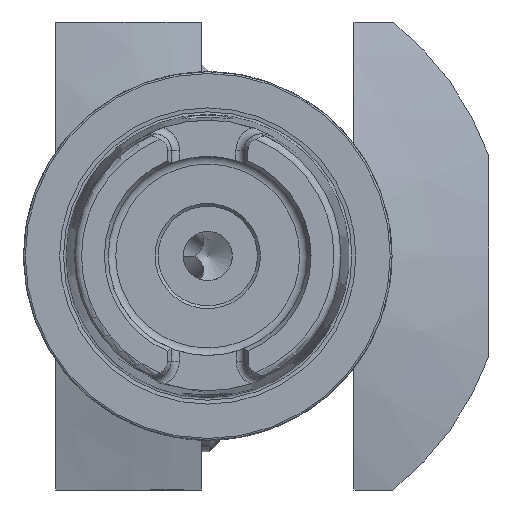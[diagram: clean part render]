
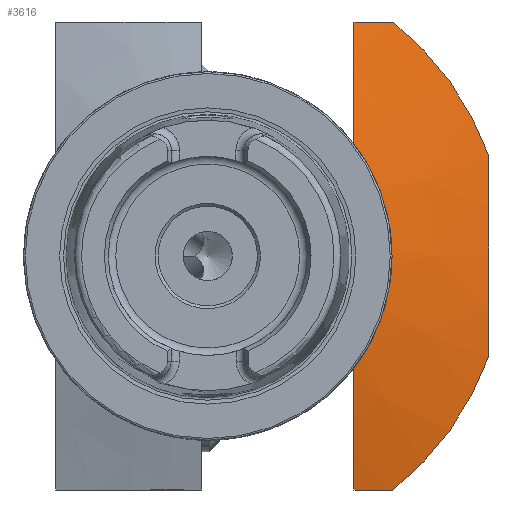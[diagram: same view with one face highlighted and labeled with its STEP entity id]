
A CAD part, left-side view. The second image highlights one B-rep face of the part: STEP entity #3616.
In plain terms, the highlighted conical face has half-angle 75 degrees and reference radius 51 mm.
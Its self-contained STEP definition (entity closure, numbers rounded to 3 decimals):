
#56 = CARTESIAN_POINT ( 'NONE',  ( 48.238, -48., 11.518 ) ) ;
#112 = CARTESIAN_POINT ( 'NONE',  ( 48.699, -48., 17.234 ) ) ;
#131 = CIRCLE ( 'NONE', #1793, 51. ) ;
#235 = DIRECTION ( 'NONE',  ( 0., -1., 0. ) ) ;
#318 = VERTEX_POINT ( 'NONE', #2265 ) ;
#392 = CIRCLE ( 'NONE', #3201, 26.741 ) ;
#396 = EDGE_CURVE ( 'NONE', #1851, #318, #6988, .T. ) ;
#415 = CARTESIAN_POINT ( 'NONE',  ( 48.699, 0., 0. ) ) ;
#450 = DIRECTION ( 'NONE',  ( 1., 0., 0. ) ) ;
#487 = CARTESIAN_POINT ( 'NONE',  ( 44.587, -25., -25.462 ) ) ;
#499 = EDGE_CURVE ( 'NONE', #3629, #3215, #5904, .T. ) ;
#528 = CARTESIAN_POINT ( 'NONE',  ( 42.41, -23.093, 15. ) ) ;
#626 = CARTESIAN_POINT ( 'NONE',  ( 46.732, -25., 35.86 ) ) ;
#669 = CARTESIAN_POINT ( 'NONE',  ( 48.44, -48., 14.378 ) ) ;
#676 = CARTESIAN_POINT ( 'NONE',  ( 47.987, -27.214, 40. ) ) ;
#866 = B_SPLINE_CURVE_WITH_KNOTS ( 'NONE', 3,
 ( #3397, #3979, #7404, #2295, #487, #2884, #4558, #5139 ),
 .UNSPECIFIED., .F., .F.,
 ( 4, 2, 2, 4 ),
 ( 0.016, 0.022, 0.028, 0.041 ),
 .UNSPECIFIED. ) ;
#1076 = CARTESIAN_POINT ( 'NONE',  ( 42.845, -25., 15. ) ) ;
#1138 = DIRECTION ( 'NONE',  ( 0., 1., 0. ) ) ;
#1154 = CARTESIAN_POINT ( 'NONE',  ( 48.331, -29.427, -40. ) ) ;
#1236 = CARTESIAN_POINT ( 'NONE',  ( 48.699, -48., -17.234 ) ) ;
#1250 = CARTESIAN_POINT ( 'NONE',  ( 48.699, -31.639, 40. ) ) ;
#1413 = CARTESIAN_POINT ( 'NONE',  ( 42.199, 0., 0. ) ) ;
#1510 = B_SPLINE_CURVE_WITH_KNOTS ( 'NONE', 3,
 ( #5222, #7008, #1154, #6379 ),
 .UNSPECIFIED., .F., .F.,
 ( 4, 4 ),
 ( 0.179, 0.186 ),
 .UNSPECIFIED. ) ;
#1677 = DIRECTION ( 'NONE',  ( 1., 0., 0. ) ) ;
#1746 = CARTESIAN_POINT ( 'NONE',  ( 43.468, -25., 19.192 ) ) ;
#1785 = CARTESIAN_POINT ( 'NONE',  ( 48.699, -48., -17.234 ) ) ;
#1793 = AXIS2_PLACEMENT_3D ( 'NONE', #2233, #450, #5073 ) ;
#1839 = CARTESIAN_POINT ( 'NONE',  ( 47.672, -25., 40. ) ) ;
#1848 = ORIENTED_EDGE ( 'NONE', *, *, #396, .F. ) ;
#1851 = VERTEX_POINT ( 'NONE', #6610 ) ;
#1867 = CARTESIAN_POINT ( 'NONE',  ( 47.672, -25., 40. ) ) ;
#1902 = B_SPLINE_CURVE_WITH_KNOTS ( 'NONE', 3,
 ( #2220, #6284, #1746, #5899, #4118, #5872, #626, #2422 ),
 .UNSPECIFIED., .F., .F.,
 ( 4, 2, 2, 4 ),
 ( 0.016, 0.022, 0.028, 0.041 ),
 .UNSPECIFIED. ) ;
#2087 = FACE_OUTER_BOUND ( 'NONE', #4098, .T. ) ;
#2148 = EDGE_CURVE ( 'NONE', #318, #3215, #1902, .T. ) ;
#2220 = CARTESIAN_POINT ( 'NONE',  ( 42.845, -25., 15. ) ) ;
#2233 = CARTESIAN_POINT ( 'NONE',  ( 48.699, 0., 0. ) ) ;
#2265 = CARTESIAN_POINT ( 'NONE',  ( 42.845, -25., 15. ) ) ;
#2295 = CARTESIAN_POINT ( 'NONE',  ( 44.194, -25., -23.374 ) ) ;
#2347 = ORIENTED_EDGE ( 'NONE', *, *, #6172, .F. ) ;
#2372 = EDGE_CURVE ( 'NONE', #1851, #2801, #392, .T. ) ;
#2381 = VERTEX_POINT ( 'NONE', #2587 ) ;
#2397 = B_SPLINE_CURVE_WITH_KNOTS ( 'NONE', 3,
 ( #1236, #6464, #6491, #3560, #4155, #5836, #3034, #7069, #4813, #56, #669, #112 ),
 .UNSPECIFIED., .F., .F.,
 ( 4, 2, 2, 2, 2, 4 ),
 ( 0.043, 0.047, 0.051, 0.06, 0.069, 0.077 ),
 .UNSPECIFIED. ) ;
#2422 = CARTESIAN_POINT ( 'NONE',  ( 47.672, -25., 40. ) ) ;
#2587 = CARTESIAN_POINT ( 'NONE',  ( 48.699, -48., 17.234 ) ) ;
#2801 = VERTEX_POINT ( 'NONE', #6532 ) ;
#2856 = ORIENTED_EDGE ( 'NONE', *, *, #499, .T. ) ;
#2882 = EDGE_CURVE ( 'NONE', #4825, #2381, #2397, .T. ) ;
#2884 = CARTESIAN_POINT ( 'NONE',  ( 45.827, -25., -31.711 ) ) ;
#3034 = CARTESIAN_POINT ( 'NONE',  ( 47.894, -48., -2.831 ) ) ;
#3201 = AXIS2_PLACEMENT_3D ( 'NONE', #1413, #3700, #235 ) ;
#3207 = ORIENTED_EDGE ( 'NONE', *, *, #2148, .F. ) ;
#3215 = VERTEX_POINT ( 'NONE', #1867 ) ;
#3397 = CARTESIAN_POINT ( 'NONE',  ( 42.845, -25., -15. ) ) ;
#3407 = AXIS2_PLACEMENT_3D ( 'NONE', #5738, #1677, #1138 ) ;
#3501 = CARTESIAN_POINT ( 'NONE',  ( 42.626, -24.047, -15. ) ) ;
#3523 = CARTESIAN_POINT ( 'NONE',  ( 47.672, -25., -40. ) ) ;
#3560 = CARTESIAN_POINT ( 'NONE',  ( 48.252, -48., -11.481 ) ) ;
#3616 = ADVANCED_FACE ( 'NONE', ( #2087 ), #7352, .T. ) ;
#3629 = VERTEX_POINT ( 'NONE', #6257 ) ;
#3700 = DIRECTION ( 'NONE',  ( 1., 0., 0. ) ) ;
#3721 = AXIS2_PLACEMENT_3D ( 'NONE', #415, #3941, #3968 ) ;
#3728 = CARTESIAN_POINT ( 'NONE',  ( 48.699, -31.639, -40. ) ) ;
#3941 = DIRECTION ( 'NONE',  ( 1., 0., 0. ) ) ;
#3968 = DIRECTION ( 'NONE',  ( 0., 1., 0. ) ) ;
#3979 = CARTESIAN_POINT ( 'NONE',  ( 43.135, -25., -17.099 ) ) ;
#4011 = ORIENTED_EDGE ( 'NONE', *, *, #6884, .F. ) ;
#4098 = EDGE_LOOP ( 'NONE', ( #3207, #1848, #5268, #4918, #5372, #5219, #2347, #4458, #4011, #2856 ) ) ;
#4118 = CARTESIAN_POINT ( 'NONE',  ( 44.587, -25., 25.462 ) ) ;
#4139 = CARTESIAN_POINT ( 'NONE',  ( 42.845, -25., -15. ) ) ;
#4155 = CARTESIAN_POINT ( 'NONE',  ( 48.168, -48., -10.038 ) ) ;
#4193 = EDGE_CURVE ( 'NONE', #4351, #4250, #866, .T. ) ;
#4250 = VERTEX_POINT ( 'NONE', #3523 ) ;
#4291 = EDGE_CURVE ( 'NONE', #4250, #5741, #1510, .T. ) ;
#4351 = VERTEX_POINT ( 'NONE', #4139 ) ;
#4458 = ORIENTED_EDGE ( 'NONE', *, *, #2882, .T. ) ;
#4481 = B_SPLINE_CURVE_WITH_KNOTS ( 'NONE', 3,
 ( #4588, #3501, #5225, #4638 ),
 .UNSPECIFIED., .F., .F.,
 ( 4, 4 ),
 ( 0.017, 0.019 ),
 .UNSPECIFIED. ) ;
#4558 = CARTESIAN_POINT ( 'NONE',  ( 46.732, -25., -35.86 ) ) ;
#4588 = CARTESIAN_POINT ( 'NONE',  ( 42.845, -25., -15. ) ) ;
#4632 = CARTESIAN_POINT ( 'NONE',  ( 42.199, -22.138, 15. ) ) ;
#4638 = CARTESIAN_POINT ( 'NONE',  ( 42.199, -22.138, -15. ) ) ;
#4813 = CARTESIAN_POINT ( 'NONE',  ( 47.966, -48., 5.788 ) ) ;
#4825 = VERTEX_POINT ( 'NONE', #1785 ) ;
#4918 = ORIENTED_EDGE ( 'NONE', *, *, #7425, .F. ) ;
#5073 = DIRECTION ( 'NONE',  ( 0., 1., 0. ) ) ;
#5139 = CARTESIAN_POINT ( 'NONE',  ( 47.672, -25., -40. ) ) ;
#5219 = ORIENTED_EDGE ( 'NONE', *, *, #4291, .T. ) ;
#5222 = CARTESIAN_POINT ( 'NONE',  ( 47.672, -25., -40. ) ) ;
#5225 = CARTESIAN_POINT ( 'NONE',  ( 42.41, -23.093, -15. ) ) ;
#5254 = CIRCLE ( 'NONE', #3407, 51. ) ;
#5268 = ORIENTED_EDGE ( 'NONE', *, *, #2372, .T. ) ;
#5372 = ORIENTED_EDGE ( 'NONE', *, *, #4193, .T. ) ;
#5738 = CARTESIAN_POINT ( 'NONE',  ( 48.699, 0., 0. ) ) ;
#5741 = VERTEX_POINT ( 'NONE', #3728 ) ;
#5836 = CARTESIAN_POINT ( 'NONE',  ( 47.963, -48., -5.711 ) ) ;
#5872 = CARTESIAN_POINT ( 'NONE',  ( 45.827, -25., 31.711 ) ) ;
#5899 = CARTESIAN_POINT ( 'NONE',  ( 44.194, -25., 23.374 ) ) ;
#5904 = B_SPLINE_CURVE_WITH_KNOTS ( 'NONE', 3,
 ( #1250, #6473, #676, #1839 ),
 .UNSPECIFIED., .F., .F.,
 ( 4, 4 ),
 ( 0.063, 0.069 ),
 .UNSPECIFIED. ) ;
#6172 = EDGE_CURVE ( 'NONE', #4825, #5741, #131, .T. ) ;
#6257 = CARTESIAN_POINT ( 'NONE',  ( 48.699, -31.639, 40. ) ) ;
#6271 = CARTESIAN_POINT ( 'NONE',  ( 42.626, -24.047, 15. ) ) ;
#6284 = CARTESIAN_POINT ( 'NONE',  ( 43.135, -25., 17.099 ) ) ;
#6379 = CARTESIAN_POINT ( 'NONE',  ( 48.699, -31.639, -40. ) ) ;
#6464 = CARTESIAN_POINT ( 'NONE',  ( 48.569, -48., -15.798 ) ) ;
#6473 = CARTESIAN_POINT ( 'NONE',  ( 48.331, -29.427, 40. ) ) ;
#6491 = CARTESIAN_POINT ( 'NONE',  ( 48.453, -48., -14.361 ) ) ;
#6532 = CARTESIAN_POINT ( 'NONE',  ( 42.199, -22.138, -15. ) ) ;
#6610 = CARTESIAN_POINT ( 'NONE',  ( 42.199, -22.138, 15. ) ) ;
#6884 = EDGE_CURVE ( 'NONE', #3629, #2381, #5254, .T. ) ;
#6988 = B_SPLINE_CURVE_WITH_KNOTS ( 'NONE', 3,
 ( #4632, #528, #6271, #1076 ),
 .UNSPECIFIED., .F., .F.,
 ( 4, 4 ),
 ( 0.039, 0.042 ),
 .UNSPECIFIED. ) ;
#7008 = CARTESIAN_POINT ( 'NONE',  ( 47.987, -27.214, -40. ) ) ;
#7069 = CARTESIAN_POINT ( 'NONE',  ( 47.896, -48., 2.918 ) ) ;
#7352 = CONICAL_SURFACE ( 'NONE', #3721, 51., 1.309 ) ;
#7404 = CARTESIAN_POINT ( 'NONE',  ( 43.468, -25., -19.192 ) ) ;
#7425 = EDGE_CURVE ( 'NONE', #4351, #2801, #4481, .T. ) ;
